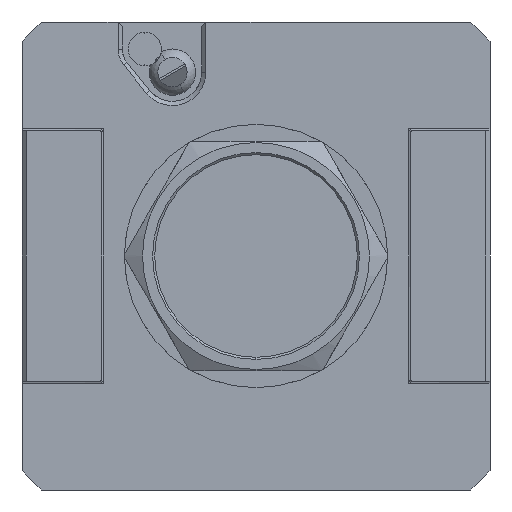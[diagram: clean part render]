
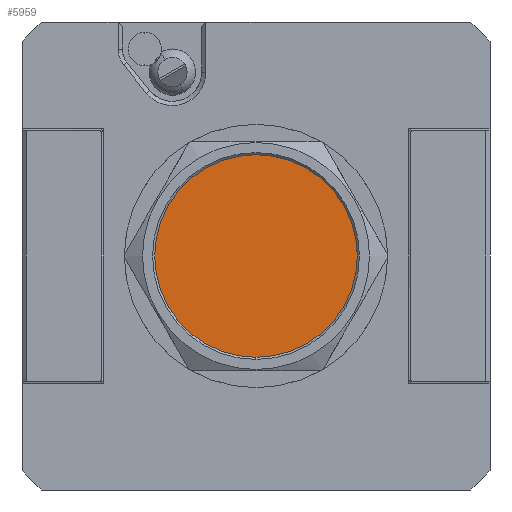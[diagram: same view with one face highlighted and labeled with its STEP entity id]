
A CAD part, left-side view. The second image highlights one B-rep face of the part: STEP entity #5959.
In plain terms, the highlighted planar face has unit normal (-1, 0, 0).
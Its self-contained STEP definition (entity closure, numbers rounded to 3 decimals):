
#1943=CARTESIAN_POINT('',(-62.,0.,0.));
#1944=DIRECTION('',(-1.,0.,0.));
#1945=DIRECTION('',(0.,-1.,0.));
#1946=AXIS2_PLACEMENT_3D('',#1943,#1944,#1945);
#1948=CARTESIAN_POINT('',(-62.,0.,0.));
#1949=DIRECTION('',(1.,0.,0.));
#1950=DIRECTION('',(0.,-1.,0.));
#1951=AXIS2_PLACEMENT_3D('',#1948,#1949,#1950);
#3069=CARTESIAN_POINT('',(-62.,-25.,0.));
#3070=CARTESIAN_POINT('',(-62.,25.,0.));
#3071=VERTEX_POINT('',#3069);
#3072=VERTEX_POINT('',#3070);
#5950=CARTESIAN_POINT('',(-62.,0.,0.));
#5951=DIRECTION('',(1.,0.,0.));
#5952=DIRECTION('',(0.,1.,0.));
#5953=AXIS2_PLACEMENT_3D('',#5950,#5951,#5952);
#5954=PLANE('',#5953);
#5955=ORIENTED_EDGE('',*,*,#5932,.F.);
#5956=ORIENTED_EDGE('',*,*,#5917,.T.);
#5957=EDGE_LOOP('',(#5955,#5956));
#5958=FACE_OUTER_BOUND('',#5957,.F.);
#5959=ADVANCED_FACE('',(#5958),#5954,.F.);
#1947=CIRCLE('',#1946,25.);
#1952=CIRCLE('',#1951,25.);
#5917=EDGE_CURVE('',#3071,#3072,#1952,.T.);
#5932=EDGE_CURVE('',#3071,#3072,#1947,.T.);
